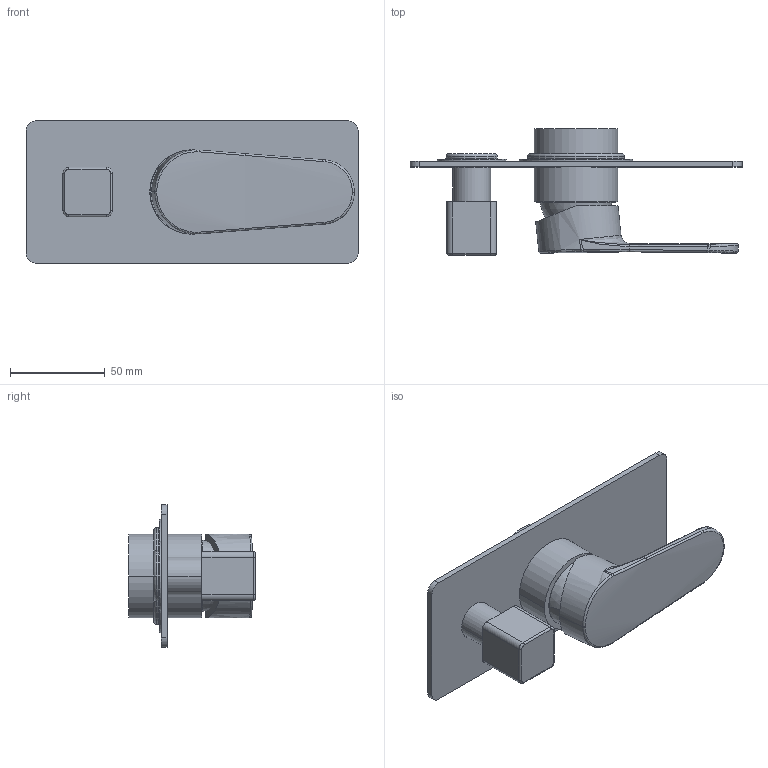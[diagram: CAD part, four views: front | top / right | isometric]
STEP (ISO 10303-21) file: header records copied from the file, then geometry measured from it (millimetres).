
FILE_DESCRIPTION((''),'2;1');
FILE_NAME('AVANT-04_ASM','2022-03-01T',('Administrator'),(''),'PRO/ENGINEER BY PARAMETRIC TECHNOLOGY CORPORATION, 2010330','PRO/ENGINEER BY PARAMETRIC TECHNOLOGY CORPORATION, 2010330','');
FILE_SCHEMA(('CONFIG_CONTROL_DESIGN'));
Length unit declared in the file: millimetre
Products named in the file (10): 84000390; 84000386; 84000297; 83060343_ASM; BEMWAC-3; 84060285; 84060281; 95722; 84060343; AVANT-04_ASM
Assembly tree (9 placements, depth 3):
  AVANT-04_ASM
    83060343_ASM
      84000390
      84000386
      84000297
    BEMWAC-3
    84060285
    84060281
    95722
    84060343
Bounding box: 175 x 66.5 x 75 mm (x, y, z)
Volume: 180244.8 mm3; surface area: 62491.8 mm2
Topology: 8 solids, 8 shells, 129 faces, 276 edges, 167 vertices
Faces by surface type: bspline 40, cylinder 33, plane 28, torus 24, sphere 2, extrusion 2
Entity records: 6231 total; most frequent: CARTESIAN_POINT 3361, DIRECTION 572, ORIENTED_EDGE 552, EDGE_CURVE 276, AXIS2_PLACEMENT_3D 248, VERTEX_POINT 167, EDGE_LOOP 137, CIRCLE 137
